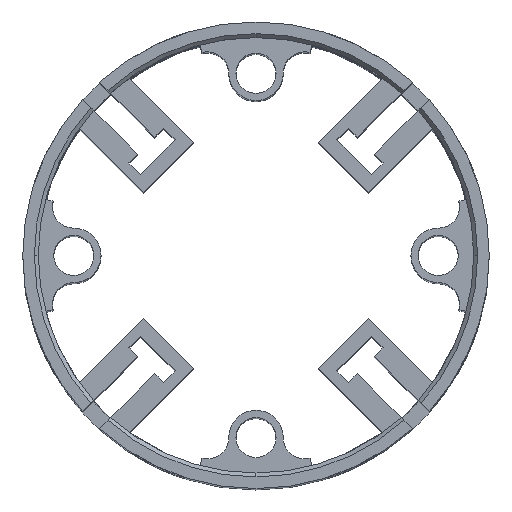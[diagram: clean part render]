
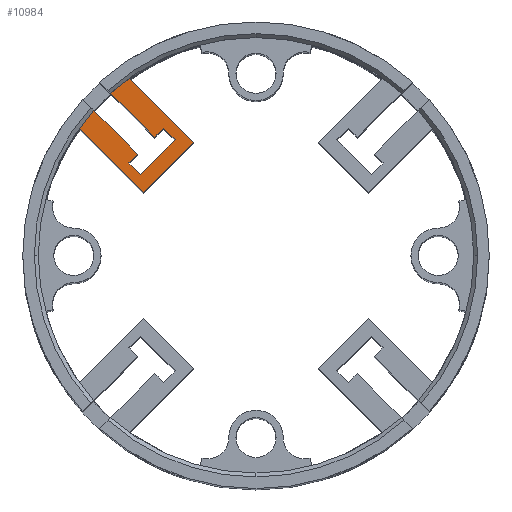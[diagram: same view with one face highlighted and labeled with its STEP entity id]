
A CAD part, top view. The second image highlights one B-rep face of the part: STEP entity #10984.
In plain terms, the highlighted planar face has unit normal (0, 0, 1).
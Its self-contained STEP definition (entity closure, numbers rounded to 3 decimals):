
#9130 = EDGE_CURVE('',#9131,#9133,#9135,.T.);
#9131 = VERTEX_POINT('',#9132);
#9132 = CARTESIAN_POINT('',(-14.502,8.067,90.));
#9133 = VERTEX_POINT('',#9134);
#9134 = CARTESIAN_POINT('',(-22.753,16.318,90.));
#9135 = LINE('',#9136,#9137);
#9136 = CARTESIAN_POINT('',(-14.502,8.067,90.));
#9137 = VECTOR('',#9138,1.);
#9138 = DIRECTION('',(-0.707,0.707,0.));
#9184 = EDGE_CURVE('',#9185,#9187,#9189,.T.);
#9185 = VERTEX_POINT('',#9186);
#9186 = CARTESIAN_POINT('',(-16.318,22.753,90.));
#9187 = VERTEX_POINT('',#9188);
#9188 = CARTESIAN_POINT('',(-8.067,14.502,90.));
#9189 = LINE('',#9190,#9191);
#9190 = CARTESIAN_POINT('',(-17.259,23.694,90.));
#9191 = VECTOR('',#9192,1.);
#9192 = DIRECTION('',(0.707,-0.707,0.));
#10619 = EDGE_CURVE('',#10620,#9133,#10622,.T.);
#10620 = VERTEX_POINT('',#10621);
#10621 = CARTESIAN_POINT('',(-20.865,18.673,90.));
#10622 = CIRCLE('',#10623,28.);
#10623 = AXIS2_PLACEMENT_3D('',#10624,#10625,#10626);
#10624 = CARTESIAN_POINT('',(0.,0.,90.));
#10625 = DIRECTION('',(0.,0.,1.));
#10626 = DIRECTION('',(1.,0.,0.));
#10845 = VERTEX_POINT('',#10846);
#10846 = CARTESIAN_POINT('',(-15.209,13.017,90.));
#10854 = VERTEX_POINT('',#10855);
#10855 = CARTESIAN_POINT('',(-16.34,11.885,90.));
#10861 = EDGE_CURVE('',#10845,#10854,#10862,.T.);
#10862 = LINE('',#10863,#10864);
#10863 = CARTESIAN_POINT('',(-15.209,13.017,90.));
#10864 = VECTOR('',#10865,1.);
#10865 = DIRECTION('',(-0.707,-0.707,0.));
#10878 = VERTEX_POINT('',#10879);
#10879 = CARTESIAN_POINT('',(-14.855,10.401,90.));
#10885 = EDGE_CURVE('',#10854,#10878,#10886,.T.);
#10886 = LINE('',#10887,#10888);
#10887 = CARTESIAN_POINT('',(-16.34,11.885,90.));
#10888 = VECTOR('',#10889,1.);
#10889 = DIRECTION('',(0.707,-0.707,0.));
#10902 = VERTEX_POINT('',#10903);
#10903 = CARTESIAN_POINT('',(-10.401,14.855,90.));
#10909 = EDGE_CURVE('',#10878,#10902,#10910,.T.);
#10910 = LINE('',#10911,#10912);
#10911 = CARTESIAN_POINT('',(-14.855,10.401,90.));
#10912 = VECTOR('',#10913,1.);
#10913 = DIRECTION('',(0.707,0.707,0.));
#10926 = VERTEX_POINT('',#10927);
#10927 = CARTESIAN_POINT('',(-11.885,16.34,90.));
#10933 = EDGE_CURVE('',#10902,#10926,#10934,.T.);
#10934 = LINE('',#10935,#10936);
#10935 = CARTESIAN_POINT('',(-10.401,14.855,90.));
#10936 = VECTOR('',#10937,1.);
#10937 = DIRECTION('',(-0.707,0.707,0.));
#10950 = VERTEX_POINT('',#10951);
#10951 = CARTESIAN_POINT('',(-13.017,15.209,90.));
#10957 = EDGE_CURVE('',#10926,#10950,#10958,.T.);
#10958 = LINE('',#10959,#10960);
#10959 = CARTESIAN_POINT('',(-11.885,16.34,90.));
#10960 = VECTOR('',#10961,1.);
#10961 = DIRECTION('',(-0.707,-0.707,0.));
#10974 = EDGE_CURVE('',#9187,#9131,#10975,.T.);
#10975 = LINE('',#10976,#10977);
#10976 = CARTESIAN_POINT('',(-8.067,14.502,90.));
#10977 = VECTOR('',#10978,1.);
#10978 = DIRECTION('',(-0.707,-0.707,0.));
#10984 = ADVANCED_FACE('',(#10985),#11017,.T.);
#10985 = FACE_BOUND('',#10986,.T.);
#10986 = EDGE_LOOP('',(#10987,#10993,#10994,#10995,#10996,#10997,#11006,
    #11012,#11013,#11014,#11015,#11016));
#10987 = ORIENTED_EDGE('',*,*,#10988,.F.);
#10988 = EDGE_CURVE('',#10620,#10845,#10989,.T.);
#10989 = LINE('',#10990,#10991);
#10990 = CARTESIAN_POINT('',(-21.573,19.381,90.));
#10991 = VECTOR('',#10992,1.);
#10992 = DIRECTION('',(0.707,-0.707,0.));
#10993 = ORIENTED_EDGE('',*,*,#10619,.T.);
#10994 = ORIENTED_EDGE('',*,*,#9130,.F.);
#10995 = ORIENTED_EDGE('',*,*,#10974,.F.);
#10996 = ORIENTED_EDGE('',*,*,#9184,.F.);
#10997 = ORIENTED_EDGE('',*,*,#10998,.T.);
#10998 = EDGE_CURVE('',#9185,#10999,#11001,.T.);
#10999 = VERTEX_POINT('',#11000);
#11000 = CARTESIAN_POINT('',(-18.673,20.865,90.));
#11001 = CIRCLE('',#11002,28.);
#11002 = AXIS2_PLACEMENT_3D('',#11003,#11004,#11005);
#11003 = CARTESIAN_POINT('',(0.,0.,90.));
#11004 = DIRECTION('',(0.,0.,1.));
#11005 = DIRECTION('',(1.,0.,0.));
#11006 = ORIENTED_EDGE('',*,*,#11007,.F.);
#11007 = EDGE_CURVE('',#10950,#10999,#11008,.T.);
#11008 = LINE('',#11009,#11010);
#11009 = CARTESIAN_POINT('',(-13.017,15.209,90.));
#11010 = VECTOR('',#11011,1.);
#11011 = DIRECTION('',(-0.707,0.707,0.));
#11012 = ORIENTED_EDGE('',*,*,#10957,.F.);
#11013 = ORIENTED_EDGE('',*,*,#10933,.F.);
#11014 = ORIENTED_EDGE('',*,*,#10909,.F.);
#11015 = ORIENTED_EDGE('',*,*,#10885,.F.);
#11016 = ORIENTED_EDGE('',*,*,#10861,.F.);
#11017 = PLANE('',#11018);
#11018 = AXIS2_PLACEMENT_3D('',#11019,#11020,#11021);
#11019 = CARTESIAN_POINT('',(-15.531,15.531,90.));
#11020 = DIRECTION('',(0.,0.,1.));
#11021 = DIRECTION('',(0.,1.,0.));
